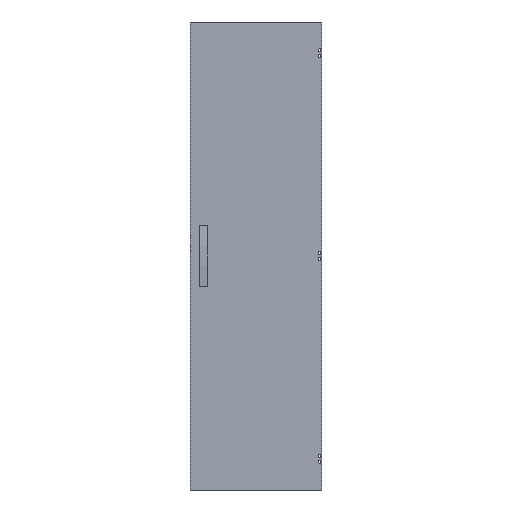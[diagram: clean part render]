
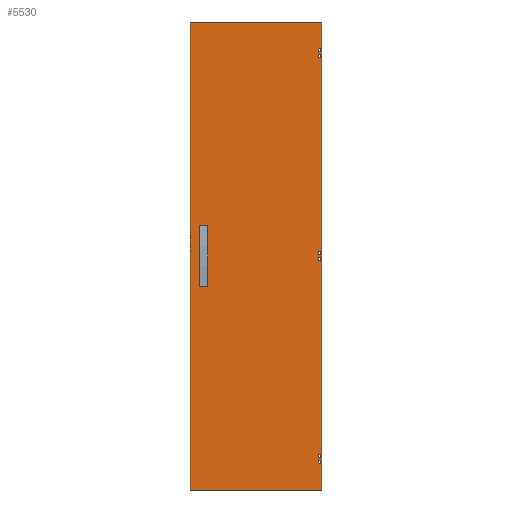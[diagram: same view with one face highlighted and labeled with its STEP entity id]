
A CAD part, front view. The second image highlights one B-rep face of the part: STEP entity #5530.
In plain terms, the highlighted planar face has unit normal (0, -1, 0).
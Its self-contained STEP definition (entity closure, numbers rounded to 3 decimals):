
#41 = CARTESIAN_POINT ( 'NONE',  ( 269.5, -1.5, -867. ) ) ;
#123 = VERTEX_POINT ( 'NONE', #4807 ) ;
#191 = DIRECTION ( 'NONE',  ( 0., 0., 1. ) ) ;
#506 = VERTEX_POINT ( 'NONE', #6281 ) ;
#509 = VERTEX_POINT ( 'NONE', #14072 ) ;
#563 = DIRECTION ( 'NONE',  ( 0., 0., 1. ) ) ;
#641 = CIRCLE ( 'NONE', #9038, 5.5 ) ;
#765 = FACE_BOUND ( 'NONE', #3146, .T. ) ;
#830 = FACE_BOUND ( 'NONE', #7828, .T. ) ;
#846 = LINE ( 'NONE', #6773, #13671 ) ;
#1228 = CARTESIAN_POINT ( 'NONE',  ( 0., -1.5, 992. ) ) ;
#1352 = CARTESIAN_POINT ( 'NONE',  ( 279.5, -1.5, 992. ) ) ;
#1885 = ORIENTED_EDGE ( 'NONE', *, *, #14371, .F. ) ;
#1888 = FACE_BOUND ( 'NONE', #11227, .T. ) ;
#2015 = VERTEX_POINT ( 'NONE', #2087 ) ;
#2026 = DIRECTION ( 'NONE',  ( 0., 1., 0. ) ) ;
#2046 = DIRECTION ( 'NONE',  ( -1., 0., 0. ) ) ;
#2087 = CARTESIAN_POINT ( 'NONE',  ( 269.5, -1.5, 878. ) ) ;
#2364 = CARTESIAN_POINT ( 'NONE',  ( 269.5, -1.5, -872.5 ) ) ;
#2410 = EDGE_CURVE ( 'NONE', #8088, #11280, #8606, .T. ) ;
#2784 = CARTESIAN_POINT ( 'NONE',  ( 279.5, -1.5, -992. ) ) ;
#2872 = AXIS2_PLACEMENT_3D ( 'NONE', #11270, #2026, #13449 ) ;
#2941 = EDGE_CURVE ( 'NONE', #3593, #3593, #641, .T. ) ;
#3110 = CIRCLE ( 'NONE', #11491, 5.5 ) ;
#3146 = EDGE_LOOP ( 'NONE', ( #13561 ) ) ;
#3484 = CIRCLE ( 'NONE', #11876, 5.5 ) ;
#3593 = VERTEX_POINT ( 'NONE', #41 ) ;
#3693 = DIRECTION ( 'NONE',  ( 0., 0., 1. ) ) ;
#3721 = LINE ( 'NONE', #1228, #8443 ) ;
#3729 = CIRCLE ( 'NONE', #12119, 5.5 ) ;
#3860 = ORIENTED_EDGE ( 'NONE', *, *, #9395, .F. ) ;
#3992 = CIRCLE ( 'NONE', #9989, 5.5 ) ;
#4369 = FACE_BOUND ( 'NONE', #5648, .T. ) ;
#4392 = EDGE_CURVE ( 'NONE', #9376, #9376, #3110, .T. ) ;
#4712 = DIRECTION ( 'NONE',  ( 0., 0., 1. ) ) ;
#4807 = CARTESIAN_POINT ( 'NONE',  ( 269.5, -1.5, 853. ) ) ;
#4860 = DIRECTION ( 'NONE',  ( 0., 0., 1. ) ) ;
#5050 = EDGE_CURVE ( 'NONE', #8088, #509, #846, .T. ) ;
#5068 = ORIENTED_EDGE ( 'NONE', *, *, #2410, .T. ) ;
#5114 = VERTEX_POINT ( 'NONE', #11359 ) ;
#5408 = FACE_OUTER_BOUND ( 'NONE', #13613, .T. ) ;
#5530 = ADVANCED_FACE ( 'NONE', ( #4369, #765, #11118, #1888, #830, #14643, #5408 ), #6462, .F. ) ;
#5648 = EDGE_LOOP ( 'NONE', ( #8196 ) ) ;
#5807 = DIRECTION ( 'NONE',  ( 1., 0., 0. ) ) ;
#6281 = CARTESIAN_POINT ( 'NONE',  ( 269.5, -1.5, -842. ) ) ;
#6432 = CARTESIAN_POINT ( 'NONE',  ( 269.5, -1.5, 12.5 ) ) ;
#6462 = PLANE ( 'NONE',  #2872 ) ;
#6722 = LINE ( 'NONE', #10256, #7163 ) ;
#6773 = CARTESIAN_POINT ( 'NONE',  ( 0., -1.5, -992. ) ) ;
#7163 = VECTOR ( 'NONE', #7921, 1000. ) ;
#7271 = EDGE_LOOP ( 'NONE', ( #13777 ) ) ;
#7550 = EDGE_CURVE ( 'NONE', #5114, #509, #6722, .T. ) ;
#7828 = EDGE_LOOP ( 'NONE', ( #3860 ) ) ;
#7921 = DIRECTION ( 'NONE',  ( 0., 0., -1. ) ) ;
#8088 = VERTEX_POINT ( 'NONE', #2784 ) ;
#8196 = ORIENTED_EDGE ( 'NONE', *, *, #11333, .F. ) ;
#8251 = DIRECTION ( 'NONE',  ( 0., -1., 0. ) ) ;
#8422 = EDGE_CURVE ( 'NONE', #2015, #2015, #3729, .T. ) ;
#8443 = VECTOR ( 'NONE', #5807, 1000. ) ;
#8606 = LINE ( 'NONE', #14521, #13596 ) ;
#8662 = EDGE_CURVE ( 'NONE', #14771, #14771, #3484, .T. ) ;
#9038 = AXIS2_PLACEMENT_3D ( 'NONE', #2364, #9363, #4860 ) ;
#9279 = ORIENTED_EDGE ( 'NONE', *, *, #8662, .F. ) ;
#9363 = DIRECTION ( 'NONE',  ( 0., -1., 0. ) ) ;
#9376 = VERTEX_POINT ( 'NONE', #13948 ) ;
#9393 = CARTESIAN_POINT ( 'NONE',  ( 269.5, -1.5, 872.5 ) ) ;
#9395 = EDGE_CURVE ( 'NONE', #123, #123, #3992, .T. ) ;
#9403 = CARTESIAN_POINT ( 'NONE',  ( 269.5, -1.5, -847.5 ) ) ;
#9989 = AXIS2_PLACEMENT_3D ( 'NONE', #11134, #10238, #12552 ) ;
#10128 = DIRECTION ( 'NONE',  ( 0., -1., 0. ) ) ;
#10238 = DIRECTION ( 'NONE',  ( 0., -1., 0. ) ) ;
#10256 = CARTESIAN_POINT ( 'NONE',  ( -279.5, -1.5, 0. ) ) ;
#10258 = ORIENTED_EDGE ( 'NONE', *, *, #4392, .F. ) ;
#10353 = DIRECTION ( 'NONE',  ( 0., -1., 0. ) ) ;
#10602 = DIRECTION ( 'NONE',  ( 0., -1., 0. ) ) ;
#11118 = FACE_BOUND ( 'NONE', #12843, .T. ) ;
#11134 = CARTESIAN_POINT ( 'NONE',  ( 269.5, -1.5, 847.5 ) ) ;
#11227 = EDGE_LOOP ( 'NONE', ( #9279 ) ) ;
#11238 = AXIS2_PLACEMENT_3D ( 'NONE', #9403, #10602, #3693 ) ;
#11270 = CARTESIAN_POINT ( 'NONE',  ( 0., -1.5, 0. ) ) ;
#11280 = VERTEX_POINT ( 'NONE', #1352 ) ;
#11333 = EDGE_CURVE ( 'NONE', #506, #506, #14124, .T. ) ;
#11359 = CARTESIAN_POINT ( 'NONE',  ( -279.5, -1.5, 992. ) ) ;
#11491 = AXIS2_PLACEMENT_3D ( 'NONE', #11774, #10353, #191 ) ;
#11647 = ORIENTED_EDGE ( 'NONE', *, *, #7550, .T. ) ;
#11774 = CARTESIAN_POINT ( 'NONE',  ( 269.5, -1.5, -12.5 ) ) ;
#11876 = AXIS2_PLACEMENT_3D ( 'NONE', #6432, #10128, #4712 ) ;
#12104 = ORIENTED_EDGE ( 'NONE', *, *, #5050, .F. ) ;
#12119 = AXIS2_PLACEMENT_3D ( 'NONE', #9393, #8251, #12833 ) ;
#12552 = DIRECTION ( 'NONE',  ( 0., 0., 1. ) ) ;
#12833 = DIRECTION ( 'NONE',  ( 0., 0., 1. ) ) ;
#12843 = EDGE_LOOP ( 'NONE', ( #10258 ) ) ;
#13449 = DIRECTION ( 'NONE',  ( 1., 0., 0. ) ) ;
#13561 = ORIENTED_EDGE ( 'NONE', *, *, #2941, .F. ) ;
#13596 = VECTOR ( 'NONE', #563, 1000. ) ;
#13613 = EDGE_LOOP ( 'NONE', ( #11647, #12104, #5068, #1885 ) ) ;
#13671 = VECTOR ( 'NONE', #2046, 1000. ) ;
#13777 = ORIENTED_EDGE ( 'NONE', *, *, #8422, .F. ) ;
#13948 = CARTESIAN_POINT ( 'NONE',  ( 269.5, -1.5, -7. ) ) ;
#14072 = CARTESIAN_POINT ( 'NONE',  ( -279.5, -1.5, -992. ) ) ;
#14124 = CIRCLE ( 'NONE', #11238, 5.5 ) ;
#14371 = EDGE_CURVE ( 'NONE', #5114, #11280, #3721, .T. ) ;
#14521 = CARTESIAN_POINT ( 'NONE',  ( 279.5, -1.5, 0. ) ) ;
#14643 = FACE_BOUND ( 'NONE', #7271, .T. ) ;
#14771 = VERTEX_POINT ( 'NONE', #14854 ) ;
#14854 = CARTESIAN_POINT ( 'NONE',  ( 269.5, -1.5, 18. ) ) ;
